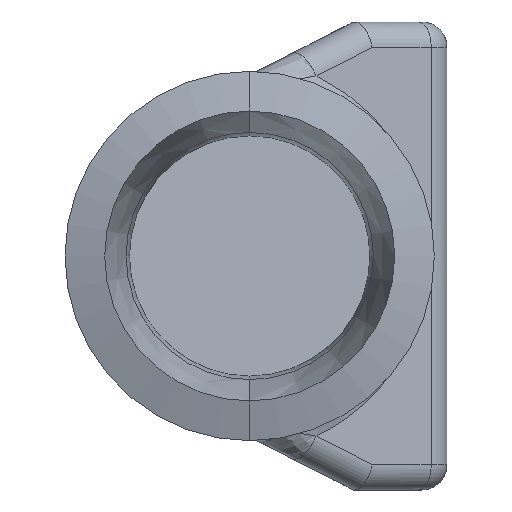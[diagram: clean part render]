
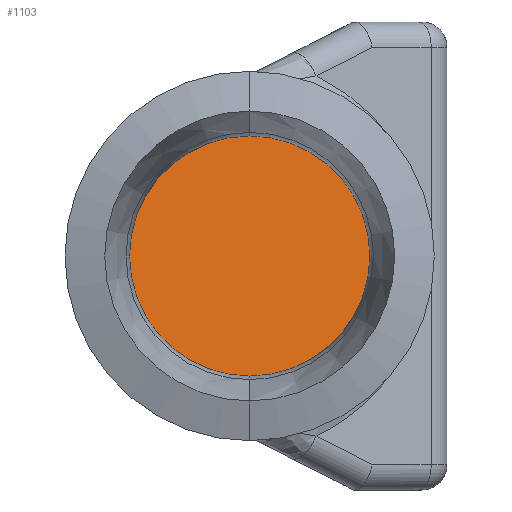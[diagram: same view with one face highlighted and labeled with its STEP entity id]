
A CAD part, left-side view. The second image highlights one B-rep face of the part: STEP entity #1103.
In plain terms, the highlighted planar face has unit normal (-0.866, -0.5, 0).
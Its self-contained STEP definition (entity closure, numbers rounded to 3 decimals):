
#3 = CARTESIAN_POINT ( 'NONE',  ( 86.848, 19., 9.5 ) ) ;
#7 = CARTESIAN_POINT ( 'NONE',  ( 97.818, 0., 9.5 ) ) ;
#61 = VERTEX_POINT ( 'NONE', #1169 ) ;
#87 = EDGE_CURVE ( 'NONE', #61, #1439, #1408, .T. ) ;
#105 = ORIENTED_EDGE ( 'NONE', *, *, #1418, .T. ) ;
#112 = CARTESIAN_POINT ( 'NONE',  ( 97.818, 0., -9.5 ) ) ;
#152 = CARTESIAN_POINT ( 'NONE',  ( 106.392, -14.85, -52.291 ) ) ;
#178 = PLANE ( 'NONE',  #1560 ) ;
#184 =( BOUNDED_CURVE ( )  B_SPLINE_CURVE ( 3, ( #7, #3, #374, #112 ),
 .UNSPECIFIED., .F., .T. ) 
 B_SPLINE_CURVE_WITH_KNOTS ( ( 4, 4 ),
 ( 4.712, 7.854 ),
 .UNSPECIFIED. ) 
 CURVE ( )  GEOMETRIC_REPRESENTATION_ITEM ( )  RATIONAL_B_SPLINE_CURVE ( ( 1., 0.333, 0.333, 1. ) ) 
 REPRESENTATION_ITEM ( '' )  );
#292 = DIRECTION ( 'NONE',  ( -0.866, -0.5, 0. ) ) ;
#374 = CARTESIAN_POINT ( 'NONE',  ( 86.848, 19., -9.5 ) ) ;
#417 = FACE_OUTER_BOUND ( 'NONE', #969, .T. ) ;
#566 = CARTESIAN_POINT ( 'NONE',  ( 97.818, 0., 9.5 ) ) ;
#578 = CARTESIAN_POINT ( 'NONE',  ( 108.788, -19., -9.5 ) ) ;
#658 = DIRECTION ( 'NONE',  ( 0.5, -0.866, 0. ) ) ;
#831 = CARTESIAN_POINT ( 'NONE',  ( 108.788, -19., 9.5 ) ) ;
#969 = EDGE_LOOP ( 'NONE', ( #105, #1055 ) ) ;
#1055 = ORIENTED_EDGE ( 'NONE', *, *, #87, .T. ) ;
#1103 = ADVANCED_FACE ( 'NONE', ( #417 ), #178, .T. ) ;
#1169 = CARTESIAN_POINT ( 'NONE',  ( 97.818, 0., -9.5 ) ) ;
#1408 =( BOUNDED_CURVE ( )  B_SPLINE_CURVE ( 3, ( #1552, #578, #831, #566 ),
 .UNSPECIFIED., .F., .F. ) 
 B_SPLINE_CURVE_WITH_KNOTS ( ( 4, 4 ),
 ( 1.571, 4.712 ),
 .UNSPECIFIED. ) 
 CURVE ( )  GEOMETRIC_REPRESENTATION_ITEM ( )  RATIONAL_B_SPLINE_CURVE ( ( 1., 0.333, 0.333, 1. ) ) 
 REPRESENTATION_ITEM ( '' )  );
#1418 = EDGE_CURVE ( 'NONE', #1439, #61, #184, .T. ) ;
#1439 = VERTEX_POINT ( 'NONE', #1488 ) ;
#1488 = CARTESIAN_POINT ( 'NONE',  ( 97.818, 0., 9.5 ) ) ;
#1552 = CARTESIAN_POINT ( 'NONE',  ( 97.818, 0., -9.5 ) ) ;
#1560 = AXIS2_PLACEMENT_3D ( 'NONE', #152, #292, #658 ) ;
